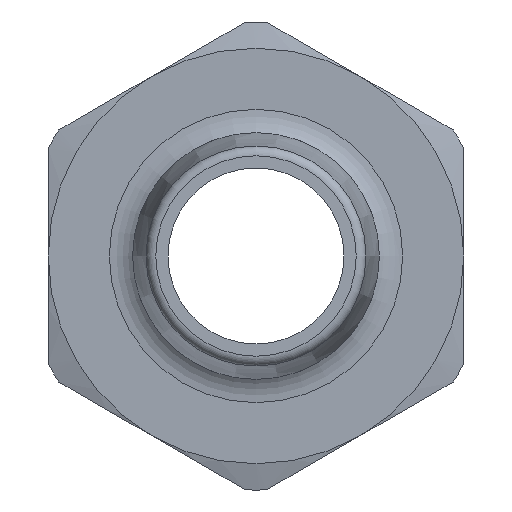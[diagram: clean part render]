
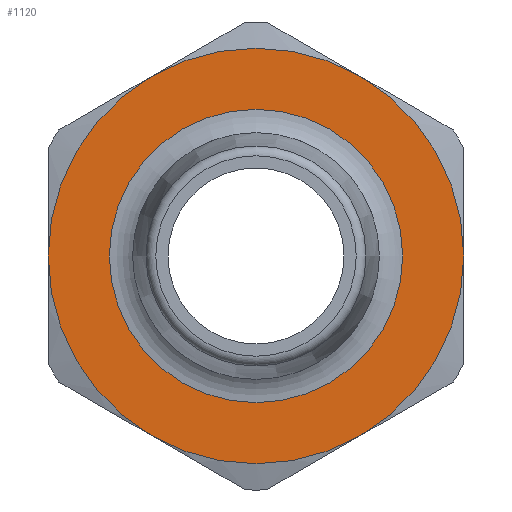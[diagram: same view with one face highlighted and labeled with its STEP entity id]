
A CAD part, left-side view. The second image highlights one B-rep face of the part: STEP entity #1120.
In plain terms, the highlighted planar face has unit normal (-1, 0, 0).
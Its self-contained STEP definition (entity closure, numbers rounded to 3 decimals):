
#587=CARTESIAN_POINT('',(22.0,8.5,0.0));
#588=VERTEX_POINT('',#587);
#611=CARTESIAN_POINT('',(22.0,4.25,-7.361));
#612=VERTEX_POINT('',#611);
#626=CARTESIAN_POINT('',(22.0,0.0,0.0));
#627=DIRECTION('',(-1.0,0.0,0.0));
#628=DIRECTION('',(0.0,0.0,1.0));
#629=AXIS2_PLACEMENT_3D('',#626,#627,#628);
#630=CIRCLE('',#629,8.5);
#631=EDGE_CURVE('',#588,#612,#630,.T.);
#643=CARTESIAN_POINT('',(22.0,4.25,7.361));
#644=VERTEX_POINT('',#643);
#680=CARTESIAN_POINT('',(22.0,0.0,0.0));
#681=DIRECTION('',(-1.0,0.0,0.0));
#682=DIRECTION('',(0.0,0.0,1.0));
#683=AXIS2_PLACEMENT_3D('',#680,#681,#682);
#684=CIRCLE('',#683,8.5);
#685=EDGE_CURVE('',#644,#588,#684,.T.);
#697=CARTESIAN_POINT('',(22.0,-4.25,7.361));
#698=VERTEX_POINT('',#697);
#734=CARTESIAN_POINT('',(22.0,0.0,0.0));
#735=DIRECTION('',(-1.0,0.0,0.0));
#736=DIRECTION('',(0.0,0.0,1.0));
#737=AXIS2_PLACEMENT_3D('',#734,#735,#736);
#738=CIRCLE('',#737,8.5);
#739=EDGE_CURVE('',#698,#644,#738,.T.);
#764=CARTESIAN_POINT('',(22.0,-8.5,0.));
#765=VERTEX_POINT('',#764);
#766=CARTESIAN_POINT('',(22.0,0.0,0.0));
#767=DIRECTION('',(-1.0,0.0,0.0));
#768=DIRECTION('',(0.0,0.0,1.0));
#769=AXIS2_PLACEMENT_3D('',#766,#767,#768);
#770=CIRCLE('',#769,8.5);
#771=EDGE_CURVE('',#765,#698,#770,.T.);
#818=CARTESIAN_POINT('',(22.0,-4.25,-7.361));
#819=VERTEX_POINT('',#818);
#820=CARTESIAN_POINT('',(22.0,0.0,0.0));
#821=DIRECTION('',(-1.0,0.0,0.0));
#822=DIRECTION('',(0.0,0.0,1.0));
#823=AXIS2_PLACEMENT_3D('',#820,#821,#822);
#824=CIRCLE('',#823,8.5);
#825=EDGE_CURVE('',#819,#765,#824,.T.);
#872=CARTESIAN_POINT('',(22.0,0.0,0.0));
#873=DIRECTION('',(-1.0,0.0,0.0));
#874=DIRECTION('',(0.0,0.0,1.0));
#875=AXIS2_PLACEMENT_3D('',#872,#873,#874);
#876=CIRCLE('',#875,8.5);
#877=EDGE_CURVE('',#612,#819,#876,.T.);
#1096=CARTESIAN_POINT('',(22.0,-7.788,0.0));
#1097=DIRECTION('',(-1.0,0.0,0.0));
#1098=DIRECTION('',(0.0,0.0,1.0));
#1099=AXIS2_PLACEMENT_3D('',#1096,#1097,#1098);
#1100=PLANE('',#1099);
#1101=ORIENTED_EDGE('',*,*,#877,.T.);
#1102=ORIENTED_EDGE('',*,*,#825,.T.);
#1103=ORIENTED_EDGE('',*,*,#771,.T.);
#1104=ORIENTED_EDGE('',*,*,#739,.T.);
#1105=ORIENTED_EDGE('',*,*,#685,.T.);
#1106=ORIENTED_EDGE('',*,*,#631,.T.);
#1107=EDGE_LOOP('',(#1101,#1102,#1103,#1104,#1105,#1106));
#1108=FACE_OUTER_BOUND('',#1107,.T.);
#1109=CARTESIAN_POINT('',(22.0,-6.,0.0));
#1110=VERTEX_POINT('',#1109);
#1111=CARTESIAN_POINT('',(22.0,0.0,0.0));
#1112=DIRECTION('',(-1.0,0.0,0.0));
#1113=DIRECTION('',(0.0,-1.0,0.0));
#1114=AXIS2_PLACEMENT_3D('',#1111,#1112,#1113);
#1115=CIRCLE('',#1114,6.);
#1116=EDGE_CURVE('',#1110,#1110,#1115,.T.);
#1117=ORIENTED_EDGE('',*,*,#1116,.F.);
#1118=EDGE_LOOP('',(#1117));
#1119=FACE_BOUND('',#1118,.T.);
#1120=ADVANCED_FACE('',(#1108,#1119),#1100,.T.);
